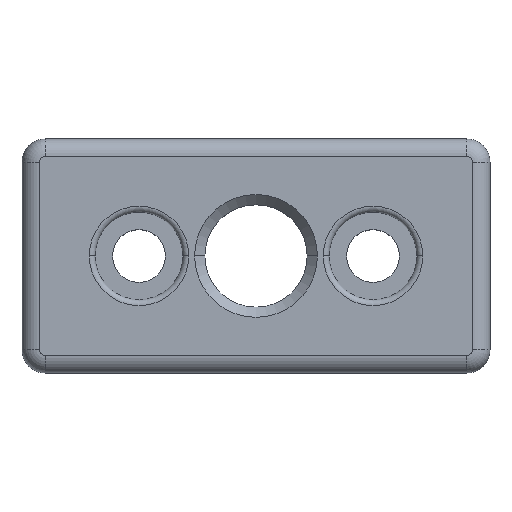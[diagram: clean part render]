
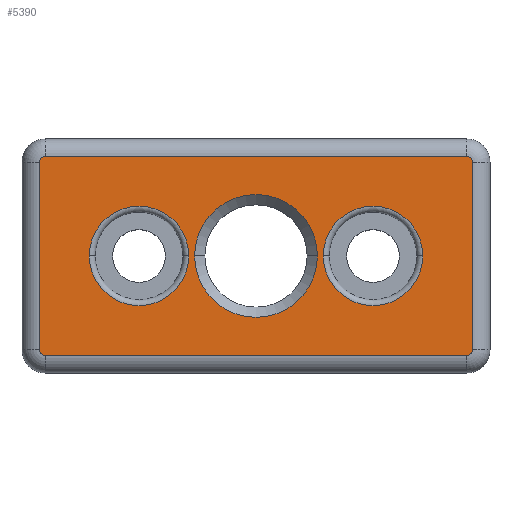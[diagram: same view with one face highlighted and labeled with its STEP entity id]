
A CAD part, top view. The second image highlights one B-rep face of the part: STEP entity #5390.
In plain terms, the highlighted planar face has unit normal (0, 0, 1).
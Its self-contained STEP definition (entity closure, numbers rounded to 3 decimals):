
#30 = CARTESIAN_POINT ( 'NONE',  ( 36., 17., 16. ) ) ;
#71 = AXIS2_PLACEMENT_3D ( 'NONE', #576, #3591, #1009 ) ;
#97 = CIRCLE ( 'NONE', #758, 8.5 ) ;
#178 = EDGE_CURVE ( 'NONE', #4382, #716, #3005, .T. ) ;
#330 = AXIS2_PLACEMENT_3D ( 'NONE', #4858, #695, #671 ) ;
#370 = CARTESIAN_POINT ( 'NONE',  ( 10.5, 0., 16. ) ) ;
#441 = EDGE_CURVE ( 'NONE', #2373, #4382, #4968, .T. ) ;
#442 = CIRCLE ( 'NONE', #2894, 8.5 ) ;
#476 = DIRECTION ( 'NONE',  ( 0., 1., 0. ) ) ;
#518 = CARTESIAN_POINT ( 'NONE',  ( -36., 17., 16. ) ) ;
#539 = CARTESIAN_POINT ( 'NONE',  ( -37., 16., 16. ) ) ;
#576 = CARTESIAN_POINT ( 'NONE',  ( 0., 0., 16. ) ) ;
#621 = EDGE_LOOP ( 'NONE', ( #4791, #5253 ) ) ;
#655 = VERTEX_POINT ( 'NONE', #3507 ) ;
#671 = DIRECTION ( 'NONE',  ( -1., 0., 0. ) ) ;
#694 = VERTEX_POINT ( 'NONE', #539 ) ;
#695 = DIRECTION ( 'NONE',  ( 0., 0., -1. ) ) ;
#699 = AXIS2_PLACEMENT_3D ( 'NONE', #3607, #1017, #4051 ) ;
#716 = VERTEX_POINT ( 'NONE', #1041 ) ;
#758 = AXIS2_PLACEMENT_3D ( 'NONE', #2106, #5110, #2549 ) ;
#778 = CARTESIAN_POINT ( 'NONE',  ( -20., 0., 16. ) ) ;
#833 = DIRECTION ( 'NONE',  ( 1., 0., 0. ) ) ;
#864 = ORIENTED_EDGE ( 'NONE', *, *, #178, .T. ) ;
#946 = PLANE ( 'NONE',  #3579 ) ;
#965 = EDGE_CURVE ( 'NONE', #4269, #694, #2131, .T. ) ;
#996 = FACE_OUTER_BOUND ( 'NONE', #3921, .T. ) ;
#1009 = DIRECTION ( 'NONE',  ( -1., 0., 0. ) ) ;
#1017 = DIRECTION ( 'NONE',  ( 0., 0., 1. ) ) ;
#1041 = CARTESIAN_POINT ( 'NONE',  ( 37., -16., 16. ) ) ;
#1074 = DIRECTION ( 'NONE',  ( 0., 0., -1. ) ) ;
#1103 = CIRCLE ( 'NONE', #2545, 10.5 ) ;
#1172 = DIRECTION ( 'NONE',  ( 0., 0., 1. ) ) ;
#1223 = DIRECTION ( 'NONE',  ( -1., 0., 0. ) ) ;
#1256 = ORIENTED_EDGE ( 'NONE', *, *, #3889, .T. ) ;
#1363 = EDGE_CURVE ( 'NONE', #2363, #2839, #4957, .T. ) ;
#1368 = VERTEX_POINT ( 'NONE', #1569 ) ;
#1423 = CARTESIAN_POINT ( 'NONE',  ( 40., 17., 16. ) ) ;
#1439 = EDGE_CURVE ( 'NONE', #1961, #2373, #5405, .T. ) ;
#1569 = CARTESIAN_POINT ( 'NONE',  ( -28.5, 0., 16. ) ) ;
#1576 = EDGE_LOOP ( 'NONE', ( #5016, #1922 ) ) ;
#1587 = CIRCLE ( 'NONE', #699, 1. ) ;
#1731 = CARTESIAN_POINT ( 'NONE',  ( -36., -17., 16. ) ) ;
#1747 = AXIS2_PLACEMENT_3D ( 'NONE', #2168, #5169, #2603 ) ;
#1777 = ORIENTED_EDGE ( 'NONE', *, *, #965, .T. ) ;
#1827 = CARTESIAN_POINT ( 'NONE',  ( -37., -20., 16. ) ) ;
#1834 = CARTESIAN_POINT ( 'NONE',  ( 40., -20., 16. ) ) ;
#1852 = DIRECTION ( 'NONE',  ( 0., 0., -1. ) ) ;
#1922 = ORIENTED_EDGE ( 'NONE', *, *, #5503, .T. ) ;
#1930 = AXIS2_PLACEMENT_3D ( 'NONE', #4757, #2184, #5185 ) ;
#1961 = VERTEX_POINT ( 'NONE', #3886 ) ;
#2100 = AXIS2_PLACEMENT_3D ( 'NONE', #3758, #1172, #4187 ) ;
#2106 = CARTESIAN_POINT ( 'NONE',  ( -20., 0., 16. ) ) ;
#2131 = CIRCLE ( 'NONE', #1747, 1. ) ;
#2157 = FACE_BOUND ( 'NONE', #621, .T. ) ;
#2168 = CARTESIAN_POINT ( 'NONE',  ( -36., 16., 16. ) ) ;
#2182 = CARTESIAN_POINT ( 'NONE',  ( 0., 0., 16. ) ) ;
#2184 = DIRECTION ( 'NONE',  ( 0., 0., 1. ) ) ;
#2257 = ORIENTED_EDGE ( 'NONE', *, *, #4242, .T. ) ;
#2310 = FACE_BOUND ( 'NONE', #3811, .T. ) ;
#2363 = VERTEX_POINT ( 'NONE', #5129 ) ;
#2373 = VERTEX_POINT ( 'NONE', #1731 ) ;
#2395 = EDGE_CURVE ( 'NONE', #3355, #3704, #1103, .T. ) ;
#2399 = CARTESIAN_POINT ( 'NONE',  ( -10.5, 0., 16. ) ) ;
#2450 = ORIENTED_EDGE ( 'NONE', *, *, #3600, .T. ) ;
#2545 = AXIS2_PLACEMENT_3D ( 'NONE', #2182, #5183, #2626 ) ;
#2549 = DIRECTION ( 'NONE',  ( -1., 0., 0. ) ) ;
#2603 = DIRECTION ( 'NONE',  ( -1., 0., 0. ) ) ;
#2626 = DIRECTION ( 'NONE',  ( -1., 0., 0. ) ) ;
#2717 = ORIENTED_EDGE ( 'NONE', *, *, #3485, .T. ) ;
#2737 = DIRECTION ( 'NONE',  ( -1., 0., 0. ) ) ;
#2803 = LINE ( 'NONE', #1827, #3785 ) ;
#2839 = VERTEX_POINT ( 'NONE', #3178 ) ;
#2894 = AXIS2_PLACEMENT_3D ( 'NONE', #3652, #1074, #4099 ) ;
#3005 = CIRCLE ( 'NONE', #1930, 1. ) ;
#3090 = CARTESIAN_POINT ( 'NONE',  ( 37., -20., 16. ) ) ;
#3107 = EDGE_CURVE ( 'NONE', #655, #1368, #4482, .T. ) ;
#3178 = CARTESIAN_POINT ( 'NONE',  ( 28.5, 0., 16. ) ) ;
#3187 = ORIENTED_EDGE ( 'NONE', *, *, #3107, .T. ) ;
#3346 = AXIS2_PLACEMENT_3D ( 'NONE', #778, #3814, #1223 ) ;
#3351 = VECTOR ( 'NONE', #2737, 1000. ) ;
#3355 = VERTEX_POINT ( 'NONE', #370 ) ;
#3431 = VERTEX_POINT ( 'NONE', #30 ) ;
#3485 = EDGE_CURVE ( 'NONE', #716, #4674, #5549, .T. ) ;
#3497 = LINE ( 'NONE', #1423, #3351 ) ;
#3507 = CARTESIAN_POINT ( 'NONE',  ( -11.5, 0., 16. ) ) ;
#3579 = AXIS2_PLACEMENT_3D ( 'NONE', #1834, #1852, #4856 ) ;
#3591 = DIRECTION ( 'NONE',  ( 0., 0., -1. ) ) ;
#3600 = EDGE_CURVE ( 'NONE', #4674, #3431, #1587, .T. ) ;
#3607 = CARTESIAN_POINT ( 'NONE',  ( 36., 16., 16. ) ) ;
#3652 = CARTESIAN_POINT ( 'NONE',  ( 20., 0., 16. ) ) ;
#3674 = VECTOR ( 'NONE', #833, 1000. ) ;
#3704 = VERTEX_POINT ( 'NONE', #2399 ) ;
#3758 = CARTESIAN_POINT ( 'NONE',  ( -36., -16., 16. ) ) ;
#3785 = VECTOR ( 'NONE', #4819, 1000. ) ;
#3811 = EDGE_LOOP ( 'NONE', ( #1256, #3187 ) ) ;
#3814 = DIRECTION ( 'NONE',  ( 0., 0., -1. ) ) ;
#3886 = CARTESIAN_POINT ( 'NONE',  ( -37., -16., 16. ) ) ;
#3889 = EDGE_CURVE ( 'NONE', #1368, #655, #97, .T. ) ;
#3921 = EDGE_LOOP ( 'NONE', ( #864, #2717, #2450, #4923, #1777, #2257, #4702, #4216 ) ) ;
#3992 = CARTESIAN_POINT ( 'NONE',  ( 37., 16., 16. ) ) ;
#4051 = DIRECTION ( 'NONE',  ( -1., 0., 0. ) ) ;
#4099 = DIRECTION ( 'NONE',  ( -1., 0., 0. ) ) ;
#4187 = DIRECTION ( 'NONE',  ( -1., 0., 0. ) ) ;
#4216 = ORIENTED_EDGE ( 'NONE', *, *, #441, .T. ) ;
#4242 = EDGE_CURVE ( 'NONE', #694, #1961, #2803, .T. ) ;
#4269 = VERTEX_POINT ( 'NONE', #518 ) ;
#4303 = CARTESIAN_POINT ( 'NONE',  ( 40., -17., 16. ) ) ;
#4382 = VERTEX_POINT ( 'NONE', #4692 ) ;
#4482 = CIRCLE ( 'NONE', #3346, 8.5 ) ;
#4674 = VERTEX_POINT ( 'NONE', #3992 ) ;
#4688 = EDGE_CURVE ( 'NONE', #3431, #4269, #3497, .T. ) ;
#4692 = CARTESIAN_POINT ( 'NONE',  ( 36., -17., 16. ) ) ;
#4702 = ORIENTED_EDGE ( 'NONE', *, *, #1439, .T. ) ;
#4723 = EDGE_CURVE ( 'NONE', #3704, #3355, #4789, .T. ) ;
#4757 = CARTESIAN_POINT ( 'NONE',  ( 36., -16., 16. ) ) ;
#4789 = CIRCLE ( 'NONE', #71, 10.5 ) ;
#4791 = ORIENTED_EDGE ( 'NONE', *, *, #2395, .T. ) ;
#4819 = DIRECTION ( 'NONE',  ( 0., -1., 0. ) ) ;
#4856 = DIRECTION ( 'NONE',  ( -1., 0., 0. ) ) ;
#4858 = CARTESIAN_POINT ( 'NONE',  ( 20., 0., 16. ) ) ;
#4923 = ORIENTED_EDGE ( 'NONE', *, *, #4688, .T. ) ;
#4957 = CIRCLE ( 'NONE', #330, 8.5 ) ;
#4968 = LINE ( 'NONE', #4303, #3674 ) ;
#5016 = ORIENTED_EDGE ( 'NONE', *, *, #1363, .T. ) ;
#5110 = DIRECTION ( 'NONE',  ( 0., 0., -1. ) ) ;
#5129 = CARTESIAN_POINT ( 'NONE',  ( 11.5, 0., 16. ) ) ;
#5169 = DIRECTION ( 'NONE',  ( 0., 0., 1. ) ) ;
#5183 = DIRECTION ( 'NONE',  ( 0., 0., -1. ) ) ;
#5185 = DIRECTION ( 'NONE',  ( -1., 0., 0. ) ) ;
#5253 = ORIENTED_EDGE ( 'NONE', *, *, #4723, .T. ) ;
#5390 = ADVANCED_FACE ( 'NONE', ( #2157, #5572, #2310, #996 ), #946, .F. ) ;
#5405 = CIRCLE ( 'NONE', #2100, 1. ) ;
#5418 = VECTOR ( 'NONE', #476, 1000. ) ;
#5503 = EDGE_CURVE ( 'NONE', #2839, #2363, #442, .T. ) ;
#5549 = LINE ( 'NONE', #3090, #5418 ) ;
#5572 = FACE_BOUND ( 'NONE', #1576, .T. ) ;
